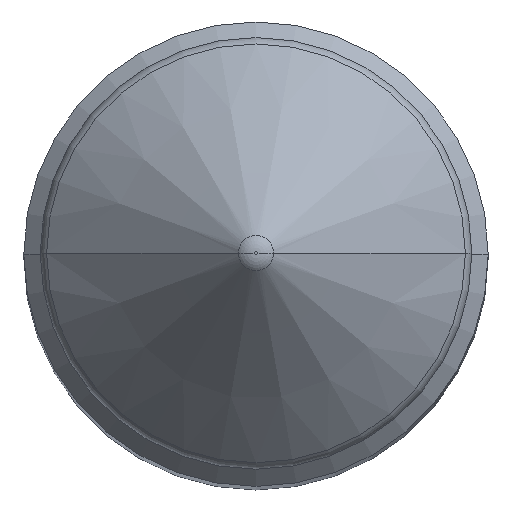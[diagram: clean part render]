
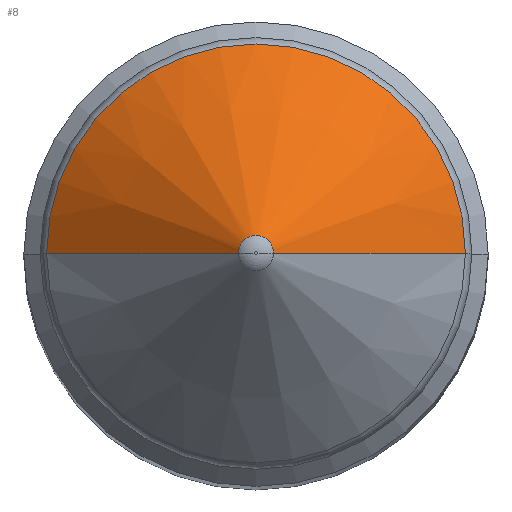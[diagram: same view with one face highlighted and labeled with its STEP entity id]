
A CAD part, top view. The second image highlights one B-rep face of the part: STEP entity #8.
In plain terms, the highlighted conical face has half-angle 45 degrees and reference radius 0.949 mm.
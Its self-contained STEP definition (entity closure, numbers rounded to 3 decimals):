
#1 = ORIENTED_EDGE ( 'NONE', *, *, #9, .F. ) ;
#2 = VERTEX_POINT ( 'NONE', #212 ) ;
#3 = ORIENTED_EDGE ( 'NONE', *, *, #129, .F. ) ;
#6 = EDGE_LOOP ( 'NONE', ( #3, #11, #12, #1 ) ) ;
#7 = VERTEX_POINT ( 'NONE', #181 ) ;
#8 = ADVANCED_FACE ( 'NONE', ( #162 ), #314, .T. ) ;
#9 = EDGE_CURVE ( 'NONE', #20, #7, #323, .T. ) ;
#10 = EDGE_CURVE ( 'NONE', #128, #2, #245, .T. ) ;
#11 = ORIENTED_EDGE ( 'NONE', *, *, #10, .T. ) ;
#12 = ORIENTED_EDGE ( 'NONE', *, *, #111, .T. ) ;
#20 = VERTEX_POINT ( 'NONE', #239 ) ;
#111 = EDGE_CURVE ( 'NONE', #2, #7, #241, .T. ) ;
#128 = VERTEX_POINT ( 'NONE', #600 ) ;
#129 = EDGE_CURVE ( 'NONE', #128, #20, #603, .T. ) ;
#162 = FACE_OUTER_BOUND ( 'NONE', #6, .T. ) ;
#181 = CARTESIAN_POINT ( 'NONE',  ( -11.272, 0., 139.325 ) ) ;
#212 = CARTESIAN_POINT ( 'NONE',  ( 11.272, 0., 139.325 ) ) ;
#238 = CARTESIAN_POINT ( 'NONE',  ( 0.949, 0., 149.649 ) ) ;
#239 = CARTESIAN_POINT ( 'NONE',  ( -0.949, 0., 149.649 ) ) ;
#241 = CIRCLE ( 'NONE', #307, 11.272 ) ;
#245 = LINE ( 'NONE', #238, #281 ) ;
#260 = DIRECTION ( 'NONE',  ( -0.707, 0., -0.707 ) ) ;
#261 = CARTESIAN_POINT ( 'NONE',  ( -0.949, 0., 149.649 ) ) ;
#280 = DIRECTION ( 'NONE',  ( 0.707, 0., -0.707 ) ) ;
#281 = VECTOR ( 'NONE', #280, 1000. ) ;
#290 = CARTESIAN_POINT ( 'NONE',  ( 0., 0., 149.649 ) ) ;
#297 = CARTESIAN_POINT ( 'NONE',  ( 0., 0., 139.325 ) ) ;
#300 = DIRECTION ( 'NONE',  ( 0., 0., -1. ) ) ;
#306 = DIRECTION ( 'NONE',  ( 0., 0., 1. ) ) ;
#307 = AXIS2_PLACEMENT_3D ( 'NONE', #297, #306, #312 ) ;
#312 = DIRECTION ( 'NONE',  ( 1., 0., 0. ) ) ;
#314 = CONICAL_SURFACE ( 'NONE', #322, 0.949, 0.785 ) ;
#315 = VECTOR ( 'NONE', #260, 1000. ) ;
#319 = DIRECTION ( 'NONE',  ( -1., 0., 0. ) ) ;
#322 = AXIS2_PLACEMENT_3D ( 'NONE', #290, #300, #319 ) ;
#323 = LINE ( 'NONE', #261, #315 ) ;
#531 = CARTESIAN_POINT ( 'NONE',  ( 0., 0., 149.649 ) ) ;
#559 = AXIS2_PLACEMENT_3D ( 'NONE', #531, #626, #625 ) ;
#600 = CARTESIAN_POINT ( 'NONE',  ( 0.949, 0., 149.649 ) ) ;
#603 = CIRCLE ( 'NONE', #559, 0.949 ) ;
#625 = DIRECTION ( 'NONE',  ( 1., 0., 0. ) ) ;
#626 = DIRECTION ( 'NONE',  ( 0., 0., 1. ) ) ;
